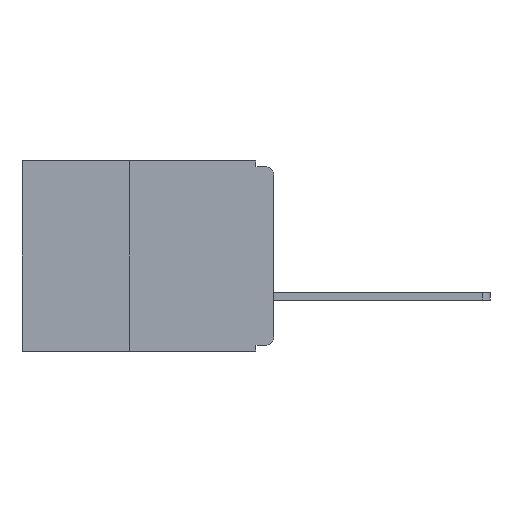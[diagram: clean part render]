
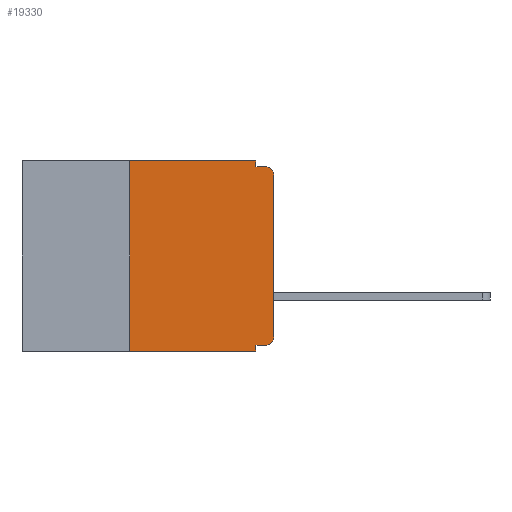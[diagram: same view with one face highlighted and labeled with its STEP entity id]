
A CAD part, left-side view. The second image highlights one B-rep face of the part: STEP entity #19330.
In plain terms, the highlighted planar face has unit normal (-1, 0, 0).
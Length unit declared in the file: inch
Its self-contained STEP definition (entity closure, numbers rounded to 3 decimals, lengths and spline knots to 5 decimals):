
#44 = CIRCLE ( 'NONE', #13495, 0.015 ) ;
#260 = DIRECTION ( 'NONE',  ( 0., 0., 1. ) ) ;
#351 = CARTESIAN_POINT ( 'NONE',  ( 0., 0., 0. ) ) ;
#904 = CARTESIAN_POINT ( 'NONE',  ( 0., 0.031, 0. ) ) ;
#1134 = DIRECTION ( 'NONE',  ( 0., 1., 0. ) ) ;
#1491 = LINE ( 'NONE', #5544, #12802 ) ;
#1524 = EDGE_LOOP ( 'NONE', ( #24403, #5779, #21719, #1954, #16688, #21248, #19371, #25112, #24592, #12625 ) ) ;
#1954 = ORIENTED_EDGE ( 'NONE', *, *, #25533, .F. ) ;
#2017 = VECTOR ( 'NONE', #2378, 39.37008 ) ;
#2223 = FACE_OUTER_BOUND ( 'NONE', #1524, .T. ) ;
#2378 = DIRECTION ( 'NONE',  ( 0., 0., -1. ) ) ;
#2500 = VECTOR ( 'NONE', #19429, 39.37008 ) ;
#2636 = LINE ( 'NONE', #4388, #2017 ) ;
#3179 = PLANE ( 'NONE',  #15340 ) ;
#3205 = VERTEX_POINT ( 'NONE', #20743 ) ;
#3873 = VECTOR ( 'NONE', #25312, 39.37008 ) ;
#4092 = EDGE_CURVE ( 'NONE', #11041, #19664, #1491, .T. ) ;
#4388 = CARTESIAN_POINT ( 'NONE',  ( 0., 0.031, -0.33 ) ) ;
#4467 = EDGE_CURVE ( 'NONE', #23675, #5196, #23117, .T. ) ;
#4893 = CIRCLE ( 'NONE', #15768, 0.015 ) ;
#5114 = DIRECTION ( 'NONE',  ( -1., 0., 0. ) ) ;
#5196 = VERTEX_POINT ( 'NONE', #7444 ) ;
#5213 = DIRECTION ( 'NONE',  ( 0., 0., -1. ) ) ;
#5544 = CARTESIAN_POINT ( 'NONE',  ( 0., 0.25, -0.33 ) ) ;
#5779 = ORIENTED_EDGE ( 'NONE', *, *, #16655, .T. ) ;
#5839 = EDGE_CURVE ( 'NONE', #5196, #13732, #2636, .T. ) ;
#5845 = CARTESIAN_POINT ( 'NONE',  ( 0., 0.015, -0.32 ) ) ;
#6234 = EDGE_CURVE ( 'NONE', #9619, #15791, #9888, .T. ) ;
#6371 = CARTESIAN_POINT ( 'NONE',  ( 0., 0.437, 0. ) ) ;
#6410 = CARTESIAN_POINT ( 'NONE',  ( 0., 0.015, -0.01 ) ) ;
#6726 = CARTESIAN_POINT ( 'NONE',  ( 0., 0.031, 0. ) ) ;
#7146 = VECTOR ( 'NONE', #22102, 39.37008 ) ;
#7444 = CARTESIAN_POINT ( 'NONE',  ( 0., 0.031, -0.32 ) ) ;
#8101 = CARTESIAN_POINT ( 'NONE',  ( 0., 0.031, -0.01 ) ) ;
#8260 = CARTESIAN_POINT ( 'NONE',  ( 0., 0.015, -0.025 ) ) ;
#8352 = EDGE_CURVE ( 'NONE', #11041, #13732, #13186, .T. ) ;
#8375 = CARTESIAN_POINT ( 'NONE',  ( 0., 0.25, 0. ) ) ;
#8737 = DIRECTION ( 'NONE',  ( 0., 0., -1. ) ) ;
#9278 = VERTEX_POINT ( 'NONE', #904 ) ;
#9599 = DIRECTION ( 'NONE',  ( 0., 0., 1. ) ) ;
#9619 = VERTEX_POINT ( 'NONE', #8101 ) ;
#9690 = CARTESIAN_POINT ( 'NONE',  ( 0., 0., -0.01 ) ) ;
#9888 = LINE ( 'NONE', #9690, #3873 ) ;
#10286 = DIRECTION ( 'NONE',  ( 0., 0., -1. ) ) ;
#10434 = VERTEX_POINT ( 'NONE', #24180 ) ;
#10500 = CARTESIAN_POINT ( 'NONE',  ( 0., 0.25, -0.33 ) ) ;
#11041 = VERTEX_POINT ( 'NONE', #10500 ) ;
#11215 = LINE ( 'NONE', #6726, #20959 ) ;
#11857 = LINE ( 'NONE', #6371, #7146 ) ;
#12625 = ORIENTED_EDGE ( 'NONE', *, *, #22293, .T. ) ;
#12802 = VECTOR ( 'NONE', #9599, 39.37008 ) ;
#13186 = LINE ( 'NONE', #13565, #2500 ) ;
#13495 = AXIS2_PLACEMENT_3D ( 'NONE', #16953, #5114, #18957 ) ;
#13565 = CARTESIAN_POINT ( 'NONE',  ( 0., 0.437, -0.33 ) ) ;
#13732 = VERTEX_POINT ( 'NONE', #22522 ) ;
#15340 = AXIS2_PLACEMENT_3D ( 'NONE', #18969, #17045, #5213 ) ;
#15768 = AXIS2_PLACEMENT_3D ( 'NONE', #8260, #21968, #10286 ) ;
#15780 = EDGE_CURVE ( 'NONE', #10434, #3205, #16707, .T. ) ;
#15791 = VERTEX_POINT ( 'NONE', #6410 ) ;
#16392 = EDGE_CURVE ( 'NONE', #19664, #9278, #11857, .T. ) ;
#16655 = EDGE_CURVE ( 'NONE', #3205, #15791, #4893, .T. ) ;
#16688 = ORIENTED_EDGE ( 'NONE', *, *, #16392, .F. ) ;
#16707 = LINE ( 'NONE', #351, #20094 ) ;
#16953 = CARTESIAN_POINT ( 'NONE',  ( 0., 0.015, -0.305 ) ) ;
#17045 = DIRECTION ( 'NONE',  ( 1., 0., 0. ) ) ;
#18957 = DIRECTION ( 'NONE',  ( 0., 0., -1. ) ) ;
#18969 = CARTESIAN_POINT ( 'NONE',  ( 0., 0.437, 0. ) ) ;
#19330 = ADVANCED_FACE ( 'NONE', ( #2223 ), #3179, .F. ) ;
#19371 = ORIENTED_EDGE ( 'NONE', *, *, #8352, .T. ) ;
#19429 = DIRECTION ( 'NONE',  ( 0., -1., 0. ) ) ;
#19664 = VERTEX_POINT ( 'NONE', #8375 ) ;
#20094 = VECTOR ( 'NONE', #260, 39.37008 ) ;
#20743 = CARTESIAN_POINT ( 'NONE',  ( 0., 0., -0.025 ) ) ;
#20959 = VECTOR ( 'NONE', #8737, 39.37008 ) ;
#21248 = ORIENTED_EDGE ( 'NONE', *, *, #4092, .F. ) ;
#21719 = ORIENTED_EDGE ( 'NONE', *, *, #6234, .F. ) ;
#21968 = DIRECTION ( 'NONE',  ( -1., 0., 0. ) ) ;
#22102 = DIRECTION ( 'NONE',  ( 0., -1., 0. ) ) ;
#22293 = EDGE_CURVE ( 'NONE', #23675, #10434, #44, .T. ) ;
#22510 = VECTOR ( 'NONE', #1134, 39.37008 ) ;
#22522 = CARTESIAN_POINT ( 'NONE',  ( 0., 0.031, -0.33 ) ) ;
#23117 = LINE ( 'NONE', #24793, #22510 ) ;
#23675 = VERTEX_POINT ( 'NONE', #5845 ) ;
#24180 = CARTESIAN_POINT ( 'NONE',  ( 0., 0., -0.305 ) ) ;
#24403 = ORIENTED_EDGE ( 'NONE', *, *, #15780, .T. ) ;
#24592 = ORIENTED_EDGE ( 'NONE', *, *, #4467, .F. ) ;
#24793 = CARTESIAN_POINT ( 'NONE',  ( 0., 0., -0.32 ) ) ;
#25112 = ORIENTED_EDGE ( 'NONE', *, *, #5839, .F. ) ;
#25312 = DIRECTION ( 'NONE',  ( 0., -1., 0. ) ) ;
#25533 = EDGE_CURVE ( 'NONE', #9278, #9619, #11215, .T. ) ;
